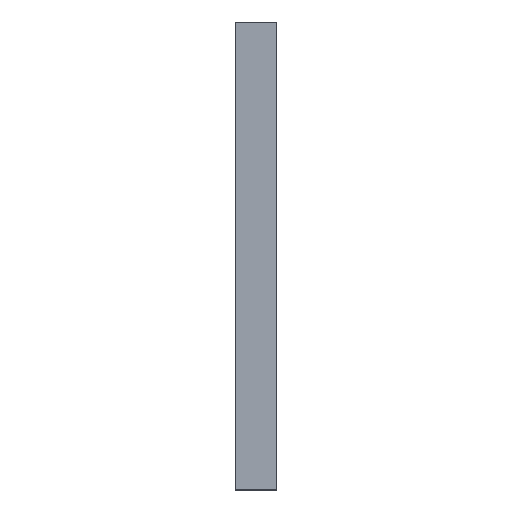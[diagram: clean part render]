
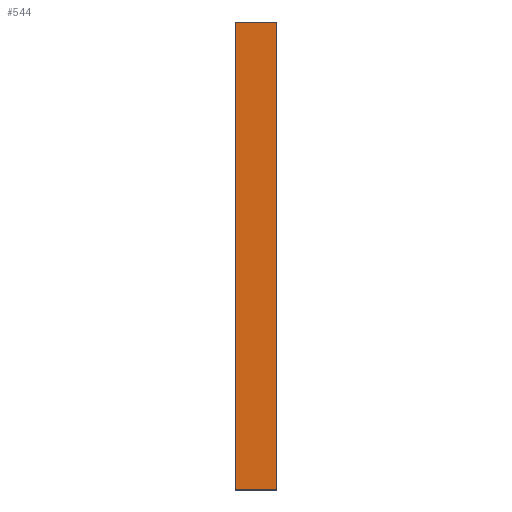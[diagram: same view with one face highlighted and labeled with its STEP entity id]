
A CAD part, left-side view. The second image highlights one B-rep face of the part: STEP entity #544.
In plain terms, the highlighted planar face has unit normal (-1, 0, 0).
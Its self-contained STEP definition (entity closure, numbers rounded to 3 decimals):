
#24 = VECTOR ( 'NONE', #743, 1000. ) ;
#69 = VERTEX_POINT ( 'NONE', #1574 ) ;
#97 = EDGE_CURVE ( 'NONE', #1498, #915, #1638, .T. ) ;
#164 = CARTESIAN_POINT ( 'NONE',  ( -180., 22., 125. ) ) ;
#172 = VECTOR ( 'NONE', #565, 1000. ) ;
#260 = VECTOR ( 'NONE', #1035, 1000. ) ;
#270 = EDGE_CURVE ( 'NONE', #915, #69, #1244, .T. ) ;
#290 = ORIENTED_EDGE ( 'NONE', *, *, #97, .T. ) ;
#489 = CARTESIAN_POINT ( 'NONE',  ( -180., 0., 125. ) ) ;
#544 = ADVANCED_FACE ( 'NONE', ( #1223 ), #1159, .F. ) ;
#565 = DIRECTION ( 'NONE',  ( 0., -1., 0. ) ) ;
#580 = LINE ( 'NONE', #164, #260 ) ;
#583 = CARTESIAN_POINT ( 'NONE',  ( -180., 22., -125. ) ) ;
#585 = CARTESIAN_POINT ( 'NONE',  ( -180., 22., -125. ) ) ;
#600 = CARTESIAN_POINT ( 'NONE',  ( -180., 0., -125. ) ) ;
#619 = ORIENTED_EDGE ( 'NONE', *, *, #1279, .F. ) ;
#621 = AXIS2_PLACEMENT_3D ( 'NONE', #1553, #1164, #786 ) ;
#687 = CARTESIAN_POINT ( 'NONE',  ( -180., 22., 125. ) ) ;
#743 = DIRECTION ( 'NONE',  ( 0., 0., 1. ) ) ;
#786 = DIRECTION ( 'NONE',  ( 0., 0., -1. ) ) ;
#827 = DIRECTION ( 'NONE',  ( 0., -1., 0. ) ) ;
#915 = VERTEX_POINT ( 'NONE', #600 ) ;
#929 = VECTOR ( 'NONE', #827, 1000. ) ;
#1035 = DIRECTION ( 'NONE',  ( 0., 0., 1. ) ) ;
#1107 = EDGE_LOOP ( 'NONE', ( #1165, #1260, #619, #290 ) ) ;
#1159 = PLANE ( 'NONE',  #621 ) ;
#1164 = DIRECTION ( 'NONE',  ( 1., 0., 0. ) ) ;
#1165 = ORIENTED_EDGE ( 'NONE', *, *, #270, .T. ) ;
#1223 = FACE_OUTER_BOUND ( 'NONE', #1107, .T. ) ;
#1244 = LINE ( 'NONE', #489, #24 ) ;
#1260 = ORIENTED_EDGE ( 'NONE', *, *, #1364, .F. ) ;
#1279 = EDGE_CURVE ( 'NONE', #1498, #1308, #580, .T. ) ;
#1308 = VERTEX_POINT ( 'NONE', #1473 ) ;
#1364 = EDGE_CURVE ( 'NONE', #1308, #69, #1629, .T. ) ;
#1473 = CARTESIAN_POINT ( 'NONE',  ( -180., 22., 125. ) ) ;
#1498 = VERTEX_POINT ( 'NONE', #583 ) ;
#1553 = CARTESIAN_POINT ( 'NONE',  ( -180., 22., 125. ) ) ;
#1574 = CARTESIAN_POINT ( 'NONE',  ( -180., 0., 125. ) ) ;
#1629 = LINE ( 'NONE', #687, #929 ) ;
#1638 = LINE ( 'NONE', #585, #172 ) ;
